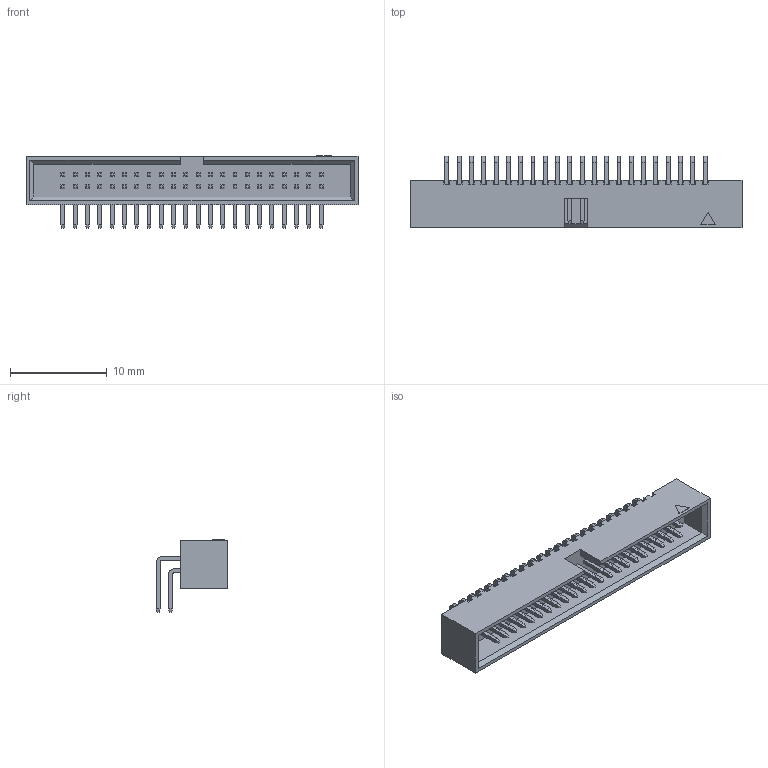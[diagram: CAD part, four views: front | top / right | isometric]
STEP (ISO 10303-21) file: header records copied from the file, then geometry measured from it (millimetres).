
FILE_DESCRIPTION(/* description */ ('Unknown'),/* implementation_level */ '2;1');
FILE_NAME(/* name */ '62704421721',/* time_stamp */ '2022-02-28T13:39:22+01:00',/* author */ ('Unknown'),/* organization */ ('Unknown'),/* preprocessor_version */ 'ST-DEVELOPER v16.7',/* originating_system */ 'Solid Edge',/* authorisation */ 'Unknown');
FILE_SCHEMA (('AUTOMOTIVE_DESIGN {1 0 10303 214 3 1 1}'));
Length unit declared in the file: millimetre
Products named in the file (4): 6270xx21721; 62704420621; 6270xx21721_Pin longue; 6270xx21721_Pin Courte
Assembly tree (45 placements, depth 2):
  6270xx21721
    62704420621
    6270xx21721_Pin longue  x22
    6270xx21721_Pin Courte  x22
Bounding box: 34.29 x 7.37 x 7.46 mm (x, y, z)
Volume: 536 mm3; surface area: 1840 mm2
Topology: 45 solids, 45 shells, 1299 faces, 3312 edges, 2060 vertices
Faces by surface type: plane 1211, cylinder 88
Entity records: 21966 total; most frequent: CARTESIAN_POINT 3273, ORIENTED_EDGE 3264, DIRECTION 2818, EDGE_CURVE 1632, LINE 1624, VECTOR 1624, VERTEX_POINT 1052, AXIS2_PLACEMENT_3D 597
